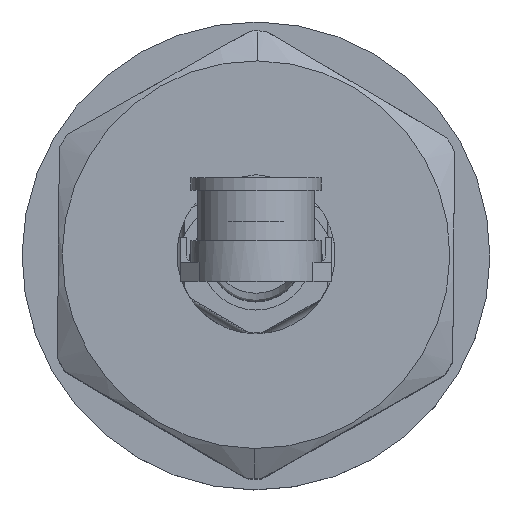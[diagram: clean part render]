
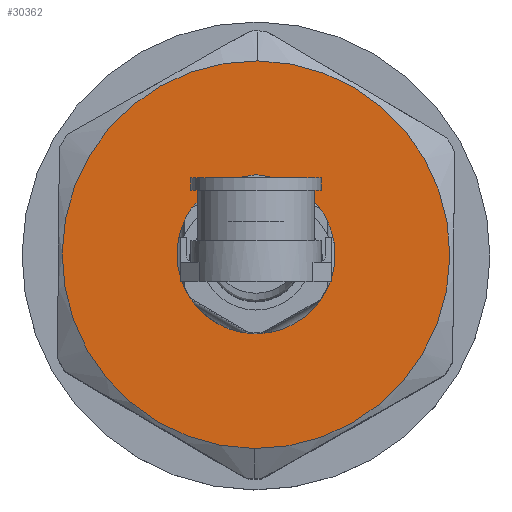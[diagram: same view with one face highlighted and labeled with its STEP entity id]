
A CAD part, top view. The second image highlights one B-rep face of the part: STEP entity #30362.
In plain terms, the highlighted face is planar.
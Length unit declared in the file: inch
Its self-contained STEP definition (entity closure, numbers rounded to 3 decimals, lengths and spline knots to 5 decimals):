
#241 = DIRECTION ( 'NONE',  ( -1., 0., 0. ) ) ;
#270 = ORIENTED_EDGE ( 'NONE', *, *, #25258, .T. ) ;
#549 = CARTESIAN_POINT ( 'NONE',  ( 0.8756, 0., 0. ) ) ;
#1571 = DIRECTION ( 'NONE',  ( -1., 0., 0. ) ) ;
#2027 = CARTESIAN_POINT ( 'NONE',  ( 0.8756, 0.15325, 0. ) ) ;
#2888 = ORIENTED_EDGE ( 'NONE', *, *, #28742, .T. ) ;
#3315 = CARTESIAN_POINT ( 'NONE',  ( 0.8756, -0.0624, 0. ) ) ;
#3567 = EDGE_CURVE ( 'NONE', #9596, #4761, #11971, .T. ) ;
#4761 = VERTEX_POINT ( 'NONE', #2027 ) ;
#6244 = AXIS2_PLACEMENT_3D ( 'NONE', #27381, #8377, #20222 ) ;
#6247 = VERTEX_POINT ( 'NONE', #3315 ) ;
#7242 = CIRCLE ( 'NONE', #29301, 0.0624 ) ;
#7915 = DIRECTION ( 'NONE',  ( 1., 0., 0. ) ) ;
#8277 = PLANE ( 'NONE',  #6244 ) ;
#8377 = DIRECTION ( 'NONE',  ( -1., 0., 0. ) ) ;
#8893 = FACE_BOUND ( 'NONE', #15364, .T. ) ;
#8905 = CIRCLE ( 'NONE', #13829, 0.15325 ) ;
#9026 = VERTEX_POINT ( 'NONE', #12236 ) ;
#9596 = VERTEX_POINT ( 'NONE', #23609 ) ;
#9722 = DIRECTION ( 'NONE',  ( 0., -1., 0. ) ) ;
#10218 = AXIS2_PLACEMENT_3D ( 'NONE', #549, #241, #9722 ) ;
#11971 = CIRCLE ( 'NONE', #18823, 0.15325 ) ;
#12236 = CARTESIAN_POINT ( 'NONE',  ( 0.8756, 0.0624, 0. ) ) ;
#12321 = ORIENTED_EDGE ( 'NONE', *, *, #3567, .T. ) ;
#13271 = CARTESIAN_POINT ( 'NONE',  ( 0.8756, 0., 0. ) ) ;
#13440 = DIRECTION ( 'NONE',  ( 0., -1., 0. ) ) ;
#13477 = DIRECTION ( 'NONE',  ( 1., 0., 0. ) ) ;
#13829 = AXIS2_PLACEMENT_3D ( 'NONE', #13271, #13477, #15979 ) ;
#14501 = EDGE_LOOP ( 'NONE', ( #20182, #12321 ) ) ;
#15364 = EDGE_LOOP ( 'NONE', ( #2888, #270 ) ) ;
#15979 = DIRECTION ( 'NONE',  ( 0., 1., 0. ) ) ;
#18823 = AXIS2_PLACEMENT_3D ( 'NONE', #29123, #7915, #28907 ) ;
#20182 = ORIENTED_EDGE ( 'NONE', *, *, #29525, .T. ) ;
#20222 = DIRECTION ( 'NONE',  ( 0., -1., 0. ) ) ;
#23609 = CARTESIAN_POINT ( 'NONE',  ( 0.8756, -0.15325, 0. ) ) ;
#24868 = FACE_OUTER_BOUND ( 'NONE', #14501, .T. ) ;
#25258 = EDGE_CURVE ( 'NONE', #9026, #6247, #7242, .T. ) ;
#25260 = CIRCLE ( 'NONE', #10218, 0.0624 ) ;
#27381 = CARTESIAN_POINT ( 'NONE',  ( 0.8756, 0.13279, 0. ) ) ;
#27861 = CARTESIAN_POINT ( 'NONE',  ( 0.8756, 0., 0. ) ) ;
#28742 = EDGE_CURVE ( 'NONE', #6247, #9026, #25260, .T. ) ;
#28907 = DIRECTION ( 'NONE',  ( 0., 1., 0. ) ) ;
#29123 = CARTESIAN_POINT ( 'NONE',  ( 0.8756, 0., 0. ) ) ;
#29301 = AXIS2_PLACEMENT_3D ( 'NONE', #27861, #1571, #13440 ) ;
#29525 = EDGE_CURVE ( 'NONE', #4761, #9596, #8905, .T. ) ;
#30362 = ADVANCED_FACE ( 'NONE', ( #8893, #24868 ), #8277, .F. ) ;
